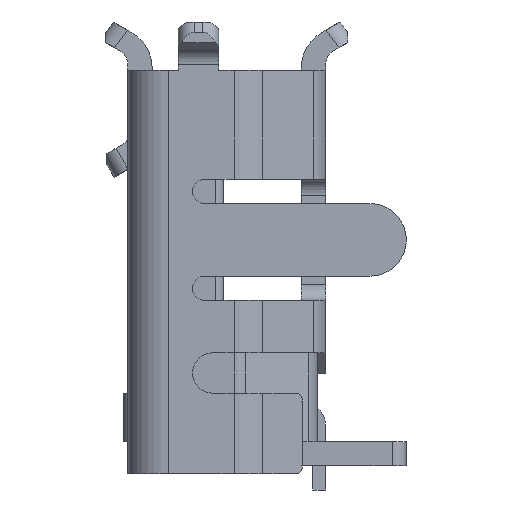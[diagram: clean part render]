
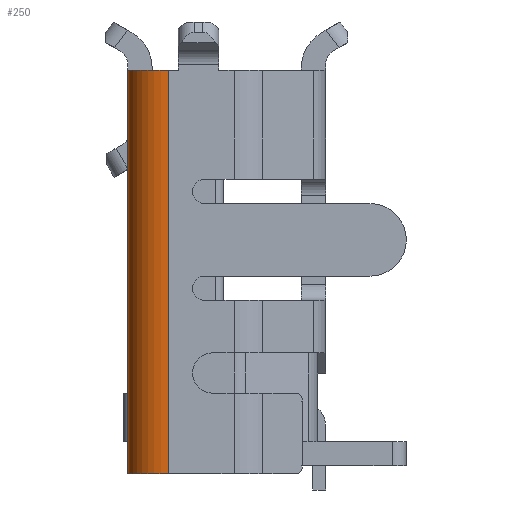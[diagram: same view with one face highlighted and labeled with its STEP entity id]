
A CAD part, left-side view. The second image highlights one B-rep face of the part: STEP entity #250.
In plain terms, the highlighted cylindrical face has radius 0.5 mm (diameter 1 mm), a partial arc.
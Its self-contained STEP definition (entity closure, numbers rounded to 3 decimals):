
#250 = ADVANCED_FACE ( 'NONE', ( #15502 ), #15105, .T. ) ;
#303 = CIRCLE ( 'NONE', #2977, 0.5 ) ;
#595 = VERTEX_POINT ( 'NONE', #15883 ) ;
#1287 = LINE ( 'NONE', #13583, #11370 ) ;
#1444 = EDGE_LOOP ( 'NONE', ( #16520, #10131, #6075, #6939 ) ) ;
#2234 = EDGE_CURVE ( 'NONE', #15138, #4366, #14742, .T. ) ;
#2845 = DIRECTION ( 'NONE',  ( -1., 0., 0. ) ) ;
#2977 = AXIS2_PLACEMENT_3D ( 'NONE', #11581, #3697, #12901 ) ;
#3681 = CARTESIAN_POINT ( 'NONE',  ( -3.25, 1.225, 5. ) ) ;
#3697 = DIRECTION ( 'NONE',  ( 0., 0., 1. ) ) ;
#4366 = VERTEX_POINT ( 'NONE', #13366 ) ;
#5127 = VERTEX_POINT ( 'NONE', #14572 ) ;
#6075 = ORIENTED_EDGE ( 'NONE', *, *, #16636, .F. ) ;
#6804 = CARTESIAN_POINT ( 'NONE',  ( -3.25, 0.725, 0. ) ) ;
#6939 = ORIENTED_EDGE ( 'NONE', *, *, #12586, .T. ) ;
#7288 = LINE ( 'NONE', #3681, #9934 ) ;
#7743 = DIRECTION ( 'NONE',  ( 0., 0., -1. ) ) ;
#8114 = DIRECTION ( 'NONE',  ( -1., 0., 0. ) ) ;
#8180 = DIRECTION ( 'NONE',  ( 0., 0., -1. ) ) ;
#8825 = AXIS2_PLACEMENT_3D ( 'NONE', #6804, #15977, #8114 ) ;
#9520 = CARTESIAN_POINT ( 'NONE',  ( -3.25, 1.225, 0. ) ) ;
#9934 = VECTOR ( 'NONE', #7743, 1000. ) ;
#10131 = ORIENTED_EDGE ( 'NONE', *, *, #12244, .F. ) ;
#11370 = VECTOR ( 'NONE', #14937, 1000. ) ;
#11581 = CARTESIAN_POINT ( 'NONE',  ( -3.25, 0.725, 5. ) ) ;
#12244 = EDGE_CURVE ( 'NONE', #595, #4366, #1287, .T. ) ;
#12586 = EDGE_CURVE ( 'NONE', #5127, #15138, #7288, .T. ) ;
#12901 = DIRECTION ( 'NONE',  ( -1., 0., 0. ) ) ;
#13366 = CARTESIAN_POINT ( 'NONE',  ( -3.75, 0.725, 0. ) ) ;
#13583 = CARTESIAN_POINT ( 'NONE',  ( -3.75, 0.725, 5. ) ) ;
#14572 = CARTESIAN_POINT ( 'NONE',  ( -3.25, 1.225, 5. ) ) ;
#14742 = CIRCLE ( 'NONE', #8825, 0.5 ) ;
#14937 = DIRECTION ( 'NONE',  ( 0., 0., -1. ) ) ;
#14981 = AXIS2_PLACEMENT_3D ( 'NONE', #16030, #8180, #2845 ) ;
#15105 = CYLINDRICAL_SURFACE ( 'NONE', #14981, 0.5 ) ;
#15138 = VERTEX_POINT ( 'NONE', #9520 ) ;
#15502 = FACE_OUTER_BOUND ( 'NONE', #1444, .T. ) ;
#15883 = CARTESIAN_POINT ( 'NONE',  ( -3.75, 0.725, 5. ) ) ;
#15977 = DIRECTION ( 'NONE',  ( 0., 0., 1. ) ) ;
#16030 = CARTESIAN_POINT ( 'NONE',  ( -3.25, 0.725, 5. ) ) ;
#16520 = ORIENTED_EDGE ( 'NONE', *, *, #2234, .T. ) ;
#16636 = EDGE_CURVE ( 'NONE', #5127, #595, #303, .T. ) ;
